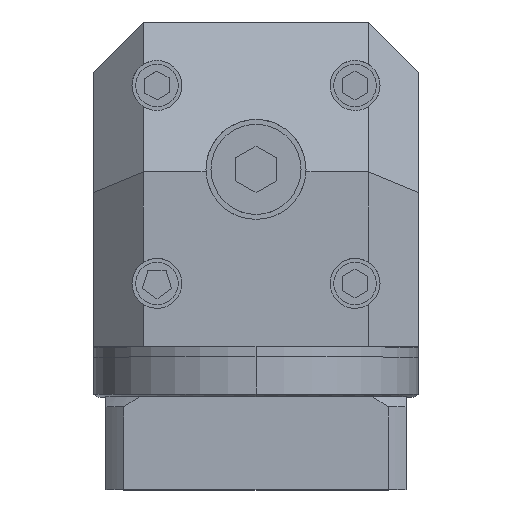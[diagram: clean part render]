
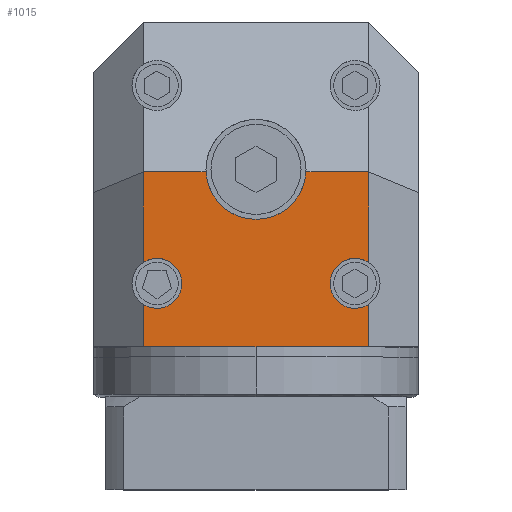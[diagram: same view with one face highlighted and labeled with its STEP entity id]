
A CAD part, top view. The second image highlights one B-rep face of the part: STEP entity #1015.
In plain terms, the highlighted planar face has unit normal (0, 0, 1).
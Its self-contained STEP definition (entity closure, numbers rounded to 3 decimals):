
#83 = AXIS2_PLACEMENT_3D ( 'NONE', #3360, #9111, #4208 ) ;
#99 = VECTOR ( 'NONE', #7752, 1000. ) ;
#213 = ORIENTED_EDGE ( 'NONE', *, *, #5274, .T. ) ;
#294 = EDGE_CURVE ( 'NONE', #5250, #4310, #5431, .T. ) ;
#356 = CARTESIAN_POINT ( 'NONE',  ( 22.5, -32.5, 65. ) ) ;
#378 = LINE ( 'NONE', #1179, #99 ) ;
#457 = CARTESIAN_POINT ( 'NONE',  ( 0., 0., 65. ) ) ;
#714 = DIRECTION ( 'NONE',  ( -1., 0., 0. ) ) ;
#746 = ORIENTED_EDGE ( 'NONE', *, *, #5478, .T. ) ;
#756 = DIRECTION ( 'NONE',  ( 1., 0., 0. ) ) ;
#797 = VERTEX_POINT ( 'NONE', #8383 ) ;
#806 = EDGE_LOOP ( 'NONE', ( #7525, #7372, #213, #2966, #6850, #5904, #3776, #746, #1168, #1477, #2051, #8130, #1166 ) ) ;
#862 = VECTOR ( 'NONE', #4689, 1000. ) ;
#889 = CARTESIAN_POINT ( 'NONE',  ( -14.799, -19.799, 65. ) ) ;
#915 = EDGE_CURVE ( 'NONE', #7488, #5250, #378, .T. ) ;
#1015 = ADVANCED_FACE ( 'NONE', ( #3439 ), #7866, .F. ) ;
#1166 = ORIENTED_EDGE ( 'NONE', *, *, #915, .T. ) ;
#1168 = ORIENTED_EDGE ( 'NONE', *, *, #10630, .T. ) ;
#1179 = CARTESIAN_POINT ( 'NONE',  ( 22.5, 0., 65. ) ) ;
#1316 = CARTESIAN_POINT ( 'NONE',  ( -22.5, 2.5, 65. ) ) ;
#1477 = ORIENTED_EDGE ( 'NONE', *, *, #6863, .T. ) ;
#1504 = VECTOR ( 'NONE', #1604, 1000. ) ;
#1511 = DIRECTION ( 'NONE',  ( 0., -1., 0. ) ) ;
#1553 = CARTESIAN_POINT ( 'NONE',  ( 22.5, -15.591, 65. ) ) ;
#1604 = DIRECTION ( 'NONE',  ( 0., -1., 0. ) ) ;
#1642 = AXIS2_PLACEMENT_3D ( 'NONE', #2488, #8249, #3320 ) ;
#1671 = EDGE_CURVE ( 'NONE', #4753, #4310, #10134, .T. ) ;
#1710 = VECTOR ( 'NONE', #2881, 1000. ) ;
#1926 = VERTEX_POINT ( 'NONE', #8317 ) ;
#2051 = ORIENTED_EDGE ( 'NONE', *, *, #8154, .F. ) ;
#2194 = CARTESIAN_POINT ( 'NONE',  ( 0., 2.5, 65. ) ) ;
#2425 = VERTEX_POINT ( 'NONE', #889 ) ;
#2488 = CARTESIAN_POINT ( 'NONE',  ( 19.799, -19.799, 65. ) ) ;
#2825 = DIRECTION ( 'NONE',  ( 1., 0., 0. ) ) ;
#2881 = DIRECTION ( 'NONE',  ( -1., 0., 0. ) ) ;
#2923 = CARTESIAN_POINT ( 'NONE',  ( 0., 2.5, 65. ) ) ;
#2937 = DIRECTION ( 'NONE',  ( 0., 0., -1. ) ) ;
#2966 = ORIENTED_EDGE ( 'NONE', *, *, #5424, .T. ) ;
#3019 = CARTESIAN_POINT ( 'NONE',  ( 14.799, -19.799, 65. ) ) ;
#3052 = LINE ( 'NONE', #6310, #862 ) ;
#3320 = DIRECTION ( 'NONE',  ( 1., 0., 0. ) ) ;
#3349 = VERTEX_POINT ( 'NONE', #1316 ) ;
#3360 = CARTESIAN_POINT ( 'NONE',  ( 19.799, -19.799, 65. ) ) ;
#3392 = VERTEX_POINT ( 'NONE', #7960 ) ;
#3439 = FACE_OUTER_BOUND ( 'NONE', #806, .T. ) ;
#3599 = CARTESIAN_POINT ( 'NONE',  ( 9.987, 2.5, 65. ) ) ;
#3606 = VERTEX_POINT ( 'NONE', #7534 ) ;
#3776 = ORIENTED_EDGE ( 'NONE', *, *, #7066, .T. ) ;
#3844 = AXIS2_PLACEMENT_3D ( 'NONE', #4520, #10275, #5346 ) ;
#3951 = CARTESIAN_POINT ( 'NONE',  ( -19.799, -19.799, 65. ) ) ;
#4041 = LINE ( 'NONE', #6451, #10365 ) ;
#4208 = DIRECTION ( 'NONE',  ( 1., 0., 0. ) ) ;
#4310 = VERTEX_POINT ( 'NONE', #3599 ) ;
#4520 = CARTESIAN_POINT ( 'NONE',  ( 0., 3., 65. ) ) ;
#4689 = DIRECTION ( 'NONE',  ( 0., 1., 0. ) ) ;
#4753 = VERTEX_POINT ( 'NONE', #5517 ) ;
#4784 = DIRECTION ( 'NONE',  ( -1., 0., 0. ) ) ;
#5250 = VERTEX_POINT ( 'NONE', #6176 ) ;
#5274 = EDGE_CURVE ( 'NONE', #4753, #3349, #8276, .T. ) ;
#5346 = DIRECTION ( 'NONE',  ( 1., 0., 0. ) ) ;
#5424 = EDGE_CURVE ( 'NONE', #3349, #797, #4041, .T. ) ;
#5431 = LINE ( 'NONE', #2194, #7352 ) ;
#5478 = EDGE_CURVE ( 'NONE', #6860, #3606, #7388, .T. ) ;
#5517 = CARTESIAN_POINT ( 'NONE',  ( -9.987, 2.5, 65. ) ) ;
#5642 = DIRECTION ( 'NONE',  ( 0., 0., 1. ) ) ;
#5723 = AXIS2_PLACEMENT_3D ( 'NONE', #3951, #9708, #4784 ) ;
#5904 = ORIENTED_EDGE ( 'NONE', *, *, #8027, .F. ) ;
#6125 = AXIS2_PLACEMENT_3D ( 'NONE', #457, #2937, #8687 ) ;
#6176 = CARTESIAN_POINT ( 'NONE',  ( 22.5, 2.5, 65. ) ) ;
#6296 = AXIS2_PLACEMENT_3D ( 'NONE', #10582, #5642, #714 ) ;
#6310 = CARTESIAN_POINT ( 'NONE',  ( 22.5, 0., 65. ) ) ;
#6451 = CARTESIAN_POINT ( 'NONE',  ( -22.5, 0., 65. ) ) ;
#6850 = ORIENTED_EDGE ( 'NONE', *, *, #8006, .F. ) ;
#6860 = VERTEX_POINT ( 'NONE', #7955 ) ;
#6863 = EDGE_CURVE ( 'NONE', #8345, #3392, #3052, .T. ) ;
#7052 = CIRCLE ( 'NONE', #1642, 5. ) ;
#7066 = EDGE_CURVE ( 'NONE', #1926, #6860, #8064, .T. ) ;
#7207 = LINE ( 'NONE', #8584, #9381 ) ;
#7352 = VECTOR ( 'NONE', #7958, 1000. ) ;
#7372 = ORIENTED_EDGE ( 'NONE', *, *, #1671, .F. ) ;
#7388 = LINE ( 'NONE', #8945, #8146 ) ;
#7407 = CARTESIAN_POINT ( 'NONE',  ( -22.5, 0., 65. ) ) ;
#7488 = VERTEX_POINT ( 'NONE', #1553 ) ;
#7525 = ORIENTED_EDGE ( 'NONE', *, *, #294, .T. ) ;
#7534 = CARTESIAN_POINT ( 'NONE',  ( 0., -32.5, 65. ) ) ;
#7752 = DIRECTION ( 'NONE',  ( 0., 1., 0. ) ) ;
#7866 = PLANE ( 'NONE',  #6125 ) ;
#7955 = CARTESIAN_POINT ( 'NONE',  ( -22.5, -32.5, 65. ) ) ;
#7958 = DIRECTION ( 'NONE',  ( -1., 0., 0. ) ) ;
#7960 = CARTESIAN_POINT ( 'NONE',  ( 22.5, -24.007, 65. ) ) ;
#8006 = EDGE_CURVE ( 'NONE', #2425, #797, #10262, .T. ) ;
#8027 = EDGE_CURVE ( 'NONE', #1926, #2425, #8056, .T. ) ;
#8056 = CIRCLE ( 'NONE', #6296, 5. ) ;
#8064 = LINE ( 'NONE', #7407, #1504 ) ;
#8130 = ORIENTED_EDGE ( 'NONE', *, *, #9029, .F. ) ;
#8146 = VECTOR ( 'NONE', #756, 1000. ) ;
#8154 = EDGE_CURVE ( 'NONE', #9257, #3392, #7052, .T. ) ;
#8249 = DIRECTION ( 'NONE',  ( 0., 0., 1. ) ) ;
#8276 = LINE ( 'NONE', #2923, #1710 ) ;
#8317 = CARTESIAN_POINT ( 'NONE',  ( -22.5, -24.007, 65. ) ) ;
#8345 = VERTEX_POINT ( 'NONE', #356 ) ;
#8383 = CARTESIAN_POINT ( 'NONE',  ( -22.5, -15.591, 65. ) ) ;
#8584 = CARTESIAN_POINT ( 'NONE',  ( -32.5, -32.5, 65. ) ) ;
#8687 = DIRECTION ( 'NONE',  ( -1., 0., 0. ) ) ;
#8945 = CARTESIAN_POINT ( 'NONE',  ( -32.5, -32.5, 65. ) ) ;
#9029 = EDGE_CURVE ( 'NONE', #7488, #9257, #9032, .T. ) ;
#9032 = CIRCLE ( 'NONE', #83, 5. ) ;
#9111 = DIRECTION ( 'NONE',  ( 0., 0., 1. ) ) ;
#9257 = VERTEX_POINT ( 'NONE', #3019 ) ;
#9381 = VECTOR ( 'NONE', #2825, 1000. ) ;
#9708 = DIRECTION ( 'NONE',  ( 0., 0., 1. ) ) ;
#10134 = CIRCLE ( 'NONE', #3844, 10. ) ;
#10262 = CIRCLE ( 'NONE', #5723, 5. ) ;
#10275 = DIRECTION ( 'NONE',  ( 0., 0., 1. ) ) ;
#10365 = VECTOR ( 'NONE', #1511, 1000. ) ;
#10582 = CARTESIAN_POINT ( 'NONE',  ( -19.799, -19.799, 65. ) ) ;
#10630 = EDGE_CURVE ( 'NONE', #3606, #8345, #7207, .T. ) ;
